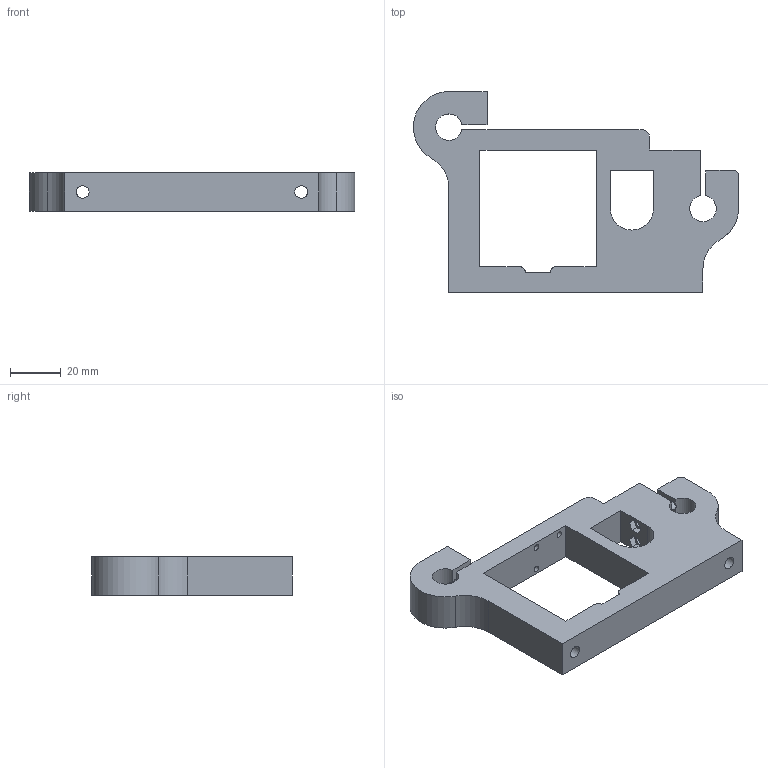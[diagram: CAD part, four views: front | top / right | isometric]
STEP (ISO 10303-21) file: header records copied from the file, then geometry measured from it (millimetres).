
FILE_DESCRIPTION(('FreeCAD Model'),'2;1');
FILE_NAME('x_left_holder.step','2015-03-07T20:49:38',('Author'),(''), 'Open CASCADE STEP processor 6.7','FreeCAD','Unknown');
FILE_SCHEMA(('AUTOMOTIVE_DESIGN_CC2 { 1 2 10303 214 -1 1 5 4 }'));
Length unit declared in the file: millimetre
Products named in the file (1): Cut009
Bounding box: 127.96 x 79 x 15 mm (x, y, z)
Volume: 62763.8 mm3; surface area: 23041.5 mm2
Topology: 1 solids, 1 shells, 65 faces, 228 edges, 161 vertices
Faces by surface type: plane 42, cylinder 23
Full cylindrical faces by diameter (mm): 2.4 x5, 4 x4, 5 x3
Entity records: 6958 total; most frequent: CARTESIAN_POINT 2625, DIRECTION 739, ORIENTED_EDGE 456, PCURVE 456, DEFINITIONAL_REPRESENTATION 456, LINE 452, VECTOR 452, EDGE_CURVE 228
